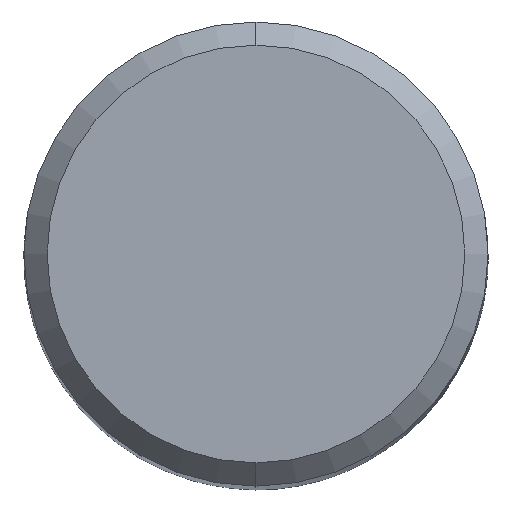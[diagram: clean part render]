
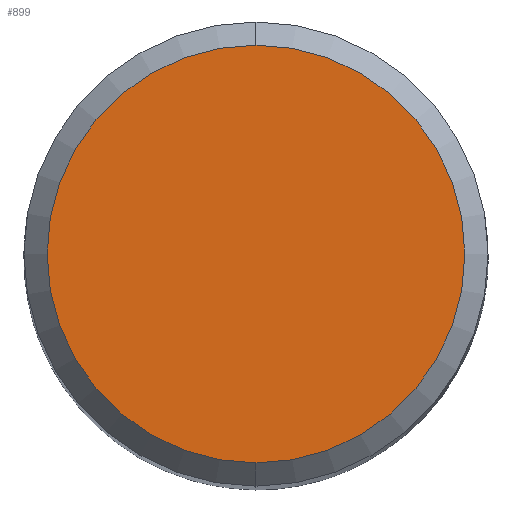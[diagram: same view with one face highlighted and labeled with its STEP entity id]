
A CAD part, top view. The second image highlights one B-rep face of the part: STEP entity #899.
In plain terms, the highlighted planar face has unit normal (0, 0, 1).
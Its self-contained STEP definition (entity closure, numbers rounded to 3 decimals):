
#435=VERTEX_POINT('',#1067);
#623=VERTEX_POINT('',#1273);
#769=EDGE_CURVE('',#623,#435,#1432,.T.);
#787=EDGE_CURVE('',#435,#623,#1450,.T.);
#899=ADVANCED_FACE('',(#1574),#1575,.T.);
#1067=CARTESIAN_POINT('',(0.,-7.2,0.0));
#1273=CARTESIAN_POINT('',(0.0,7.2,0.0));
#1432=CIRCLE('',#2926,7.2);
#1450=CIRCLE('',#2970,7.2);
#1574=FACE_OUTER_BOUND('',#3376,.T.);
#1575=PLANE('',#3377);
#2926=AXIS2_PLACEMENT_3D('',#3923,#3924,#3925);
#2970=AXIS2_PLACEMENT_3D('',#3926,#3927,#3928);
#3376=EDGE_LOOP('',(#4082,#4083));
#3377=AXIS2_PLACEMENT_3D('',#4084,#4085,#4086);
#3923=CARTESIAN_POINT('',(0.0,0.0,0.0));
#3924=DIRECTION('',(0.0,0.0,-1.0));
#3925=DIRECTION('',(0.0,1.0,0.0));
#3926=CARTESIAN_POINT('',(0.0,0.0,0.0));
#3927=DIRECTION('',(0.0,0.0,-1.0));
#3928=DIRECTION('',(0.0,1.0,0.0));
#4082=ORIENTED_EDGE('',*,*,#769,.F.);
#4083=ORIENTED_EDGE('',*,*,#787,.F.);
#4084=CARTESIAN_POINT('',(0.0,3.6,0.0));
#4085=DIRECTION('',(-0.0,0.0,1.0));
#4086=DIRECTION('',(0.0,-1.0,0.0));
